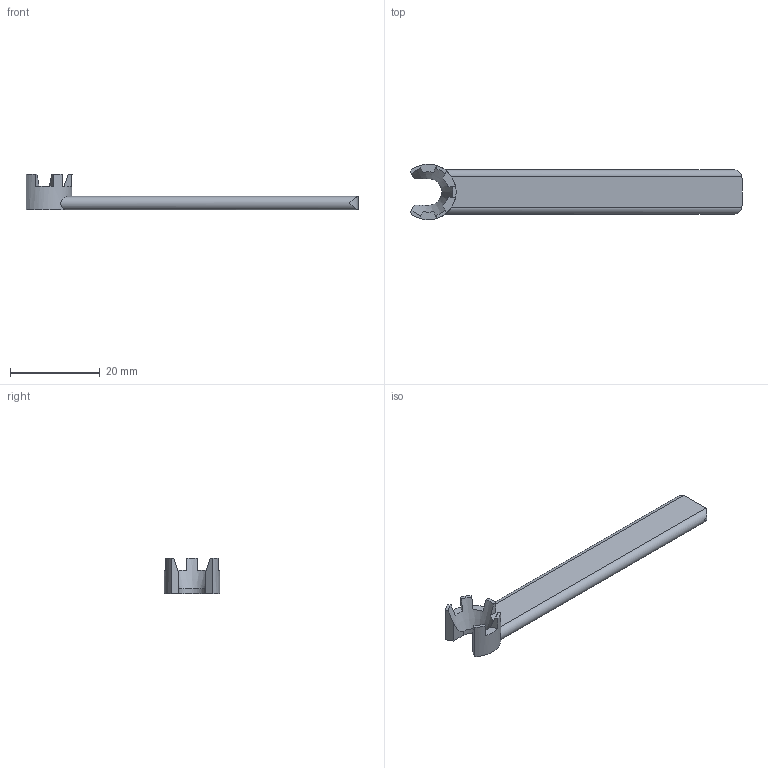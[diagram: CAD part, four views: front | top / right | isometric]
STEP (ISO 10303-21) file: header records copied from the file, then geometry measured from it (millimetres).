
FILE_DESCRIPTION( ( 'Unknown' ), '1' );
FILE_NAME( '711308000-C.stp', 'Unknown', ( 'Unknown' ), ( 'Unknown' ), 'PSStep 15.0.49', 'Unknown', ' ' );
FILE_SCHEMA( ( 'AUTOMOTIVE_DESIGN { 1 0 10303 214 1 1 1 1 }' ) );
Length unit declared in the file: millimetre
Products named in the file (1): 1
Bounding box: 74.08 x 12.4 x 8 mm (x, y, z)
Volume: 2153.1 mm3; surface area: 1975.4 mm2
Topology: 1 solids, 1 shells, 31 faces, 89 edges, 60 vertices
Faces by surface type: plane 24, cylinder 6, cone 1
Entity records: 1416 total; most frequent: CARTESIAN_POINT 343, ORIENTED_EDGE 178, DIRECTION 162, EDGE_CURVE 89, VERTEX_POINT 60, AXIS2_PLACEMENT_3D 59, LINE 44, VECTOR 44
